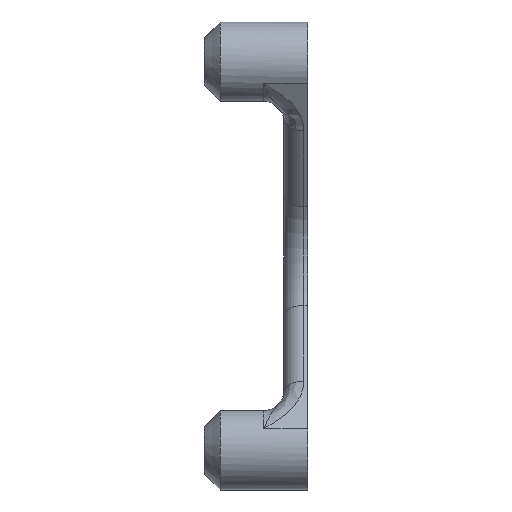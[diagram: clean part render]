
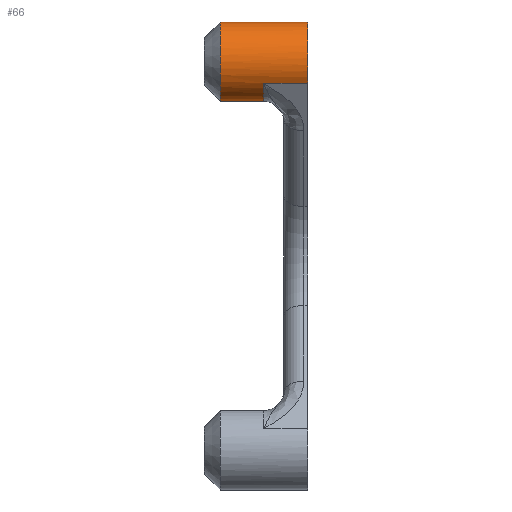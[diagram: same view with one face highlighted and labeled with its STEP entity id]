
A CAD part, left-side view. The second image highlights one B-rep face of the part: STEP entity #66.
In plain terms, the highlighted cylindrical face has radius 5 mm (diameter 10 mm), a partial arc.
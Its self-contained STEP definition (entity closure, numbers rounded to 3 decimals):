
#6 = EDGE_CURVE ( 'NONE', #255, #3053, #2762, .T. ) ;
#21 = CARTESIAN_POINT ( 'NONE',  ( -29., 3., 24.5 ) ) ;
#65 = AXIS2_PLACEMENT_3D ( 'NONE', #3375, #1853, #2889 ) ;
#66 = ADVANCED_FACE ( 'NONE', ( #2170 ), #1119, .T. ) ;
#164 = CARTESIAN_POINT ( 'NONE',  ( -33.193, 0., 21.777 ) ) ;
#255 = VERTEX_POINT ( 'NONE', #164 ) ;
#528 = CARTESIAN_POINT ( 'NONE',  ( -29., 11., 29.5 ) ) ;
#647 = DIRECTION ( 'NONE',  ( 0., -1., 0. ) ) ;
#710 = VERTEX_POINT ( 'NONE', #2812 ) ;
#789 = DIRECTION ( 'NONE',  ( 0., 0., 1. ) ) ;
#862 = EDGE_CURVE ( 'NONE', #3352, #710, #1277, .T. ) ;
#911 = CARTESIAN_POINT ( 'NONE',  ( -29., 0., 29.5 ) ) ;
#943 = CARTESIAN_POINT ( 'NONE',  ( -29., 5.54, 19.5 ) ) ;
#1015 = EDGE_CURVE ( 'NONE', #1584, #3053, #3016, .T. ) ;
#1048 = DIRECTION ( 'NONE',  ( 0., 1., 0. ) ) ;
#1057 = EDGE_CURVE ( 'NONE', #710, #255, #2929, .T. ) ;
#1083 = LINE ( 'NONE', #2421, #2647 ) ;
#1119 = CYLINDRICAL_SURFACE ( 'NONE', #1169, 5. ) ;
#1169 = AXIS2_PLACEMENT_3D ( 'NONE', #21, #2916, #3154 ) ;
#1277 = CIRCLE ( 'NONE', #65, 5. ) ;
#1375 = CIRCLE ( 'NONE', #3236, 5. ) ;
#1398 = CARTESIAN_POINT ( 'NONE',  ( -29., 11., 24.5 ) ) ;
#1446 = ORIENTED_EDGE ( 'NONE', *, *, #2375, .T. ) ;
#1584 = VERTEX_POINT ( 'NONE', #528 ) ;
#1641 = ORIENTED_EDGE ( 'NONE', *, *, #2802, .T. ) ;
#1649 = DIRECTION ( 'NONE',  ( 0., -1., 0. ) ) ;
#1761 = ORIENTED_EDGE ( 'NONE', *, *, #862, .T. ) ;
#1853 = DIRECTION ( 'NONE',  ( 0., 1., 0. ) ) ;
#1862 = CARTESIAN_POINT ( 'NONE',  ( -29., 0., 24.5 ) ) ;
#2165 = DIRECTION ( 'NONE',  ( 0., -1., 0. ) ) ;
#2170 = FACE_OUTER_BOUND ( 'NONE', #3027, .T. ) ;
#2210 = ORIENTED_EDGE ( 'NONE', *, *, #1015, .F. ) ;
#2230 = DIRECTION ( 'NONE',  ( 0., -1., 0. ) ) ;
#2264 = ORIENTED_EDGE ( 'NONE', *, *, #1057, .T. ) ;
#2324 = ORIENTED_EDGE ( 'NONE', *, *, #6, .T. ) ;
#2375 = EDGE_CURVE ( 'NONE', #1584, #2557, #1375, .T. ) ;
#2421 = CARTESIAN_POINT ( 'NONE',  ( -29., 3., 19.5 ) ) ;
#2426 = VECTOR ( 'NONE', #2165, 1000. ) ;
#2436 = CARTESIAN_POINT ( 'NONE',  ( -33.193, 3., 21.777 ) ) ;
#2519 = DIRECTION ( 'NONE',  ( 0., 0., 1. ) ) ;
#2557 = VERTEX_POINT ( 'NONE', #2628 ) ;
#2628 = CARTESIAN_POINT ( 'NONE',  ( -29., 11., 19.5 ) ) ;
#2644 = AXIS2_PLACEMENT_3D ( 'NONE', #1862, #1048, #789 ) ;
#2647 = VECTOR ( 'NONE', #1649, 1000. ) ;
#2762 = CIRCLE ( 'NONE', #2644, 5. ) ;
#2802 = EDGE_CURVE ( 'NONE', #2557, #3352, #1083, .T. ) ;
#2812 = CARTESIAN_POINT ( 'NONE',  ( -33.193, 5.54, 21.777 ) ) ;
#2866 = VECTOR ( 'NONE', #647, 1000. ) ;
#2889 = DIRECTION ( 'NONE',  ( 0., 0., 1. ) ) ;
#2916 = DIRECTION ( 'NONE',  ( 0., -1., 0. ) ) ;
#2929 = LINE ( 'NONE', #2436, #2866 ) ;
#3016 = LINE ( 'NONE', #3251, #2426 ) ;
#3027 = EDGE_LOOP ( 'NONE', ( #2210, #1446, #1641, #1761, #2264, #2324 ) ) ;
#3053 = VERTEX_POINT ( 'NONE', #911 ) ;
#3154 = DIRECTION ( 'NONE',  ( 0., 0., -1. ) ) ;
#3236 = AXIS2_PLACEMENT_3D ( 'NONE', #1398, #2230, #2519 ) ;
#3251 = CARTESIAN_POINT ( 'NONE',  ( -29., 3., 29.5 ) ) ;
#3352 = VERTEX_POINT ( 'NONE', #943 ) ;
#3375 = CARTESIAN_POINT ( 'NONE',  ( -29., 5.54, 24.5 ) ) ;
